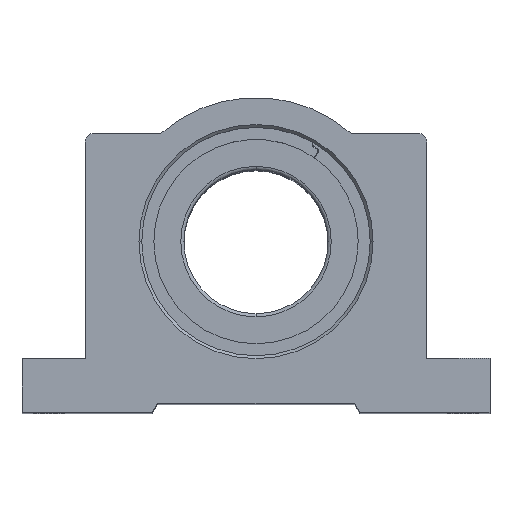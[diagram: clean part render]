
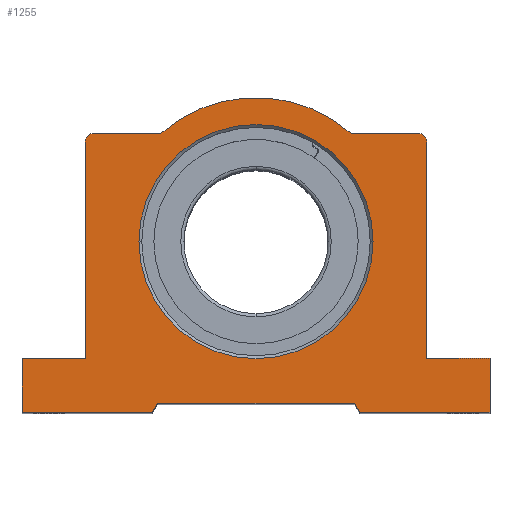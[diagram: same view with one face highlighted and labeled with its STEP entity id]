
A CAD part, top view. The second image highlights one B-rep face of the part: STEP entity #1255.
In plain terms, the highlighted planar face has unit normal (0, 0, 1).
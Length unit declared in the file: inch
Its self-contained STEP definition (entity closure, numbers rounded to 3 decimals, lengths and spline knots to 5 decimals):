
#175 = VECTOR ( 'NONE', #9052, 39.37008 ) ;
#217 = VECTOR ( 'NONE', #9834, 39.37008 ) ;
#372 = ORIENTED_EDGE ( 'NONE', *, *, #11323, .F. ) ;
#434 = CARTESIAN_POINT ( 'NONE',  ( 0., -1.187, 3. ) ) ;
#599 = CIRCLE ( 'NONE', #6294, 0.813 ) ;
#639 = CIRCLE ( 'NONE', #2402, 1. ) ;
#702 = CARTESIAN_POINT ( 'NONE',  ( -0.68343, -1.122, 3. ) ) ;
#773 = LINE ( 'NONE', #702, #13464 ) ;
#910 = LINE ( 'NONE', #9215, #2068 ) ;
#1024 = PLANE ( 'NONE',  #2394 ) ;
#1058 = ORIENTED_EDGE ( 'NONE', *, *, #5862, .T. ) ;
#1151 = DIRECTION ( 'NONE',  ( 1., 0., 0. ) ) ;
#1255 = ADVANCED_FACE ( 'NONE', ( #9535, #8166 ), #1024, .T. ) ;
#1301 = EDGE_CURVE ( 'NONE', #8472, #13246, #6989, .T. ) ;
#1378 = DIRECTION ( 'NONE',  ( 1., 0., 0. ) ) ;
#1440 = CARTESIAN_POINT ( 'NONE',  ( 1.1275, 0.691, 3. ) ) ;
#1571 = EDGE_CURVE ( 'NONE', #2654, #6007, #639, .T. ) ;
#1592 = LINE ( 'NONE', #434, #12730 ) ;
#1754 = CARTESIAN_POINT ( 'NONE',  ( -0.72095, -1.187, 3. ) ) ;
#1799 = CARTESIAN_POINT ( 'NONE',  ( -1.1875, -0.812, 3. ) ) ;
#2068 = VECTOR ( 'NONE', #6172, 39.37008 ) ;
#2093 = EDGE_LOOP ( 'NONE', ( #3368, #11230, #1058, #10761, #5283, #372, #9806, #3560, #12256, #3349, #6671, #2140, #13234, #12743, #10619, #8085 ) ) ;
#2140 = ORIENTED_EDGE ( 'NONE', *, *, #8651, .T. ) ;
#2149 = DIRECTION ( 'NONE',  ( -1., 0., 0. ) ) ;
#2181 = LINE ( 'NONE', #10502, #4656 ) ;
#2260 = EDGE_CURVE ( 'NONE', #10573, #10956, #9553, .T. ) ;
#2268 = CIRCLE ( 'NONE', #3372, 0.813 ) ;
#2291 = DIRECTION ( 'NONE',  ( 0., 1., 0. ) ) ;
#2394 = AXIS2_PLACEMENT_3D ( 'NONE', #10524, #6229, #5277 ) ;
#2402 = AXIS2_PLACEMENT_3D ( 'NONE', #5127, #6138, #9319 ) ;
#2478 = DIRECTION ( 'NONE',  ( -0.5, -0.866, 0. ) ) ;
#2548 = LINE ( 'NONE', #6728, #10653 ) ;
#2652 = CARTESIAN_POINT ( 'NONE',  ( 0.6603, 0.751, 3. ) ) ;
#2654 = VERTEX_POINT ( 'NONE', #2652 ) ;
#2692 = EDGE_CURVE ( 'NONE', #10573, #8449, #12952, .T. ) ;
#3326 = VERTEX_POINT ( 'NONE', #9745 ) ;
#3348 = CARTESIAN_POINT ( 'NONE',  ( 0., 0., 3. ) ) ;
#3349 = ORIENTED_EDGE ( 'NONE', *, *, #9870, .F. ) ;
#3368 = ORIENTED_EDGE ( 'NONE', *, *, #2260, .F. ) ;
#3372 = AXIS2_PLACEMENT_3D ( 'NONE', #3348, #5389, #9376 ) ;
#3497 = VERTEX_POINT ( 'NONE', #13170 ) ;
#3560 = ORIENTED_EDGE ( 'NONE', *, *, #7236, .F. ) ;
#4376 = VERTEX_POINT ( 'NONE', #7235 ) ;
#4537 = EDGE_CURVE ( 'NONE', #10108, #4820, #7074, .T. ) ;
#4645 = EDGE_CURVE ( 'NONE', #6629, #3326, #599, .T. ) ;
#4656 = VECTOR ( 'NONE', #6201, 39.37008 ) ;
#4673 = CARTESIAN_POINT ( 'NONE',  ( -1.625, -0.812, 3. ) ) ;
#4820 = VERTEX_POINT ( 'NONE', #8659 ) ;
#4958 = CARTESIAN_POINT ( 'NONE',  ( 1.1875, 0.691, 3. ) ) ;
#5085 = DIRECTION ( 'NONE',  ( 1., 0., 0. ) ) ;
#5127 = CARTESIAN_POINT ( 'NONE',  ( 0., 0., 3. ) ) ;
#5173 = VERTEX_POINT ( 'NONE', #1799 ) ;
#5193 = LINE ( 'NONE', #5479, #7922 ) ;
#5277 = DIRECTION ( 'NONE',  ( 1., 0., 0. ) ) ;
#5283 = ORIENTED_EDGE ( 'NONE', *, *, #6867, .T. ) ;
#5389 = DIRECTION ( 'NONE',  ( 0., 0., -1. ) ) ;
#5479 = CARTESIAN_POINT ( 'NONE',  ( 0., 0.751, 3. ) ) ;
#5697 = LINE ( 'NONE', #9868, #8127 ) ;
#5723 = CARTESIAN_POINT ( 'NONE',  ( -0.68343, -1.122, 3. ) ) ;
#5862 = EDGE_CURVE ( 'NONE', #8449, #4820, #2548, .T. ) ;
#6007 = VERTEX_POINT ( 'NONE', #8461 ) ;
#6018 = LINE ( 'NONE', #9255, #6733 ) ;
#6097 = EDGE_CURVE ( 'NONE', #3497, #10649, #773, .T. ) ;
#6138 = DIRECTION ( 'NONE',  ( 0., 0., 1. ) ) ;
#6172 = DIRECTION ( 'NONE',  ( 1., 0., 0. ) ) ;
#6201 = DIRECTION ( 'NONE',  ( -0.5, 0.866, 0. ) ) ;
#6229 = DIRECTION ( 'NONE',  ( 0., 0., 1. ) ) ;
#6294 = AXIS2_PLACEMENT_3D ( 'NONE', #12370, #7271, #1151 ) ;
#6363 = AXIS2_PLACEMENT_3D ( 'NONE', #1440, #8850, #1378 ) ;
#6370 = DIRECTION ( 'NONE',  ( 0., 0., 1. ) ) ;
#6626 = VECTOR ( 'NONE', #12711, 39.37008 ) ;
#6628 = CARTESIAN_POINT ( 'NONE',  ( 1.625, 0., 3. ) ) ;
#6629 = VERTEX_POINT ( 'NONE', #9220 ) ;
#6671 = ORIENTED_EDGE ( 'NONE', *, *, #13025, .T. ) ;
#6728 = CARTESIAN_POINT ( 'NONE',  ( 0., -0.812, 3. ) ) ;
#6733 = VECTOR ( 'NONE', #13341, 39.37008 ) ;
#6867 = EDGE_CURVE ( 'NONE', #10108, #11661, #12196, .T. ) ;
#6893 = EDGE_CURVE ( 'NONE', #10649, #10727, #5697, .T. ) ;
#6989 = CIRCLE ( 'NONE', #11942, 0.06 ) ;
#7002 = CARTESIAN_POINT ( 'NONE',  ( 1.1875, 0., 3. ) ) ;
#7074 = LINE ( 'NONE', #7002, #175 ) ;
#7235 = CARTESIAN_POINT ( 'NONE',  ( -1.625, -1.187, 3. ) ) ;
#7236 = EDGE_CURVE ( 'NONE', #8472, #6007, #5193, .T. ) ;
#7271 = DIRECTION ( 'NONE',  ( 0., 0., -1. ) ) ;
#7373 = EDGE_CURVE ( 'NONE', #10956, #3497, #2181, .T. ) ;
#7477 = DIRECTION ( 'NONE',  ( 1., 0., 0. ) ) ;
#7922 = VECTOR ( 'NONE', #7477, 39.37008 ) ;
#8085 = ORIENTED_EDGE ( 'NONE', *, *, #7373, .F. ) ;
#8127 = VECTOR ( 'NONE', #2478, 39.37008 ) ;
#8166 = FACE_OUTER_BOUND ( 'NONE', #2093, .T. ) ;
#8232 = EDGE_CURVE ( 'NONE', #3326, #6629, #2268, .T. ) ;
#8449 = VERTEX_POINT ( 'NONE', #10158 ) ;
#8461 = CARTESIAN_POINT ( 'NONE',  ( -0.6603, 0.751, 3. ) ) ;
#8472 = VERTEX_POINT ( 'NONE', #10221 ) ;
#8523 = CARTESIAN_POINT ( 'NONE',  ( 0., -1.187, 3. ) ) ;
#8624 = CARTESIAN_POINT ( 'NONE',  ( -1.625, 0., 3. ) ) ;
#8651 = EDGE_CURVE ( 'NONE', #9401, #4376, #9650, .T. ) ;
#8659 = CARTESIAN_POINT ( 'NONE',  ( 1.1875, -0.812, 3. ) ) ;
#8850 = DIRECTION ( 'NONE',  ( 0., 0., 1. ) ) ;
#8929 = DIRECTION ( 'NONE',  ( -1., 0., 0. ) ) ;
#9052 = DIRECTION ( 'NONE',  ( 0., -1., 0. ) ) ;
#9129 = ORIENTED_EDGE ( 'NONE', *, *, #8232, .T. ) ;
#9215 = CARTESIAN_POINT ( 'NONE',  ( 0., 0.751, 3. ) ) ;
#9220 = CARTESIAN_POINT ( 'NONE',  ( 0.813, 0., 3. ) ) ;
#9255 = CARTESIAN_POINT ( 'NONE',  ( 0., -0.812, 3. ) ) ;
#9319 = DIRECTION ( 'NONE',  ( 1., 0., 0. ) ) ;
#9376 = DIRECTION ( 'NONE',  ( 1., 0., 0. ) ) ;
#9401 = VERTEX_POINT ( 'NONE', #4673 ) ;
#9535 = FACE_BOUND ( 'NONE', #11145, .T. ) ;
#9553 = LINE ( 'NONE', #8523, #10044 ) ;
#9650 = LINE ( 'NONE', #8624, #6626 ) ;
#9745 = CARTESIAN_POINT ( 'NONE',  ( -0.813, 0., 3. ) ) ;
#9806 = ORIENTED_EDGE ( 'NONE', *, *, #1571, .T. ) ;
#9834 = DIRECTION ( 'NONE',  ( 0., 1., 0. ) ) ;
#9868 = CARTESIAN_POINT ( 'NONE',  ( -0.7325, -1.207, 3. ) ) ;
#9870 = EDGE_CURVE ( 'NONE', #5173, #13246, #10543, .T. ) ;
#10044 = VECTOR ( 'NONE', #2149, 39.37008 ) ;
#10048 = CARTESIAN_POINT ( 'NONE',  ( 1.625, -1.187, 3. ) ) ;
#10108 = VERTEX_POINT ( 'NONE', #4958 ) ;
#10158 = CARTESIAN_POINT ( 'NONE',  ( 1.625, -0.812, 3. ) ) ;
#10221 = CARTESIAN_POINT ( 'NONE',  ( -1.1275, 0.751, 3. ) ) ;
#10265 = CARTESIAN_POINT ( 'NONE',  ( -1.1275, 0.691, 3. ) ) ;
#10444 = CARTESIAN_POINT ( 'NONE',  ( 1.1275, 0.751, 3. ) ) ;
#10502 = CARTESIAN_POINT ( 'NONE',  ( 0.68343, -1.122, 3. ) ) ;
#10524 = CARTESIAN_POINT ( 'NONE',  ( 0., 0., 3. ) ) ;
#10543 = LINE ( 'NONE', #11543, #11803 ) ;
#10573 = VERTEX_POINT ( 'NONE', #10048 ) ;
#10619 = ORIENTED_EDGE ( 'NONE', *, *, #6097, .F. ) ;
#10649 = VERTEX_POINT ( 'NONE', #5723 ) ;
#10653 = VECTOR ( 'NONE', #10861, 39.37008 ) ;
#10727 = VERTEX_POINT ( 'NONE', #1754 ) ;
#10761 = ORIENTED_EDGE ( 'NONE', *, *, #4537, .F. ) ;
#10861 = DIRECTION ( 'NONE',  ( -1., 0., 0. ) ) ;
#10956 = VERTEX_POINT ( 'NONE', #12415 ) ;
#11145 = EDGE_LOOP ( 'NONE', ( #12759, #9129 ) ) ;
#11230 = ORIENTED_EDGE ( 'NONE', *, *, #2692, .T. ) ;
#11264 = DIRECTION ( 'NONE',  ( -1., 0., 0. ) ) ;
#11323 = EDGE_CURVE ( 'NONE', #2654, #11661, #910, .T. ) ;
#11543 = CARTESIAN_POINT ( 'NONE',  ( -1.1875, 0., 3. ) ) ;
#11661 = VERTEX_POINT ( 'NONE', #10444 ) ;
#11803 = VECTOR ( 'NONE', #2291, 39.37008 ) ;
#11942 = AXIS2_PLACEMENT_3D ( 'NONE', #10265, #6370, #5085 ) ;
#12193 = EDGE_CURVE ( 'NONE', #10727, #4376, #1592, .T. ) ;
#12196 = CIRCLE ( 'NONE', #6363, 0.06 ) ;
#12256 = ORIENTED_EDGE ( 'NONE', *, *, #1301, .T. ) ;
#12370 = CARTESIAN_POINT ( 'NONE',  ( 0., 0., 3. ) ) ;
#12415 = CARTESIAN_POINT ( 'NONE',  ( 0.72095, -1.187, 3. ) ) ;
#12711 = DIRECTION ( 'NONE',  ( 0., -1., 0. ) ) ;
#12730 = VECTOR ( 'NONE', #8929, 39.37008 ) ;
#12743 = ORIENTED_EDGE ( 'NONE', *, *, #6893, .F. ) ;
#12759 = ORIENTED_EDGE ( 'NONE', *, *, #4645, .T. ) ;
#12952 = LINE ( 'NONE', #6628, #217 ) ;
#12972 = CARTESIAN_POINT ( 'NONE',  ( -1.1875, 0.691, 3. ) ) ;
#13025 = EDGE_CURVE ( 'NONE', #5173, #9401, #6018, .T. ) ;
#13170 = CARTESIAN_POINT ( 'NONE',  ( 0.68343, -1.122, 3. ) ) ;
#13234 = ORIENTED_EDGE ( 'NONE', *, *, #12193, .F. ) ;
#13246 = VERTEX_POINT ( 'NONE', #12972 ) ;
#13341 = DIRECTION ( 'NONE',  ( -1., 0., 0. ) ) ;
#13464 = VECTOR ( 'NONE', #11264, 39.37008 ) ;
